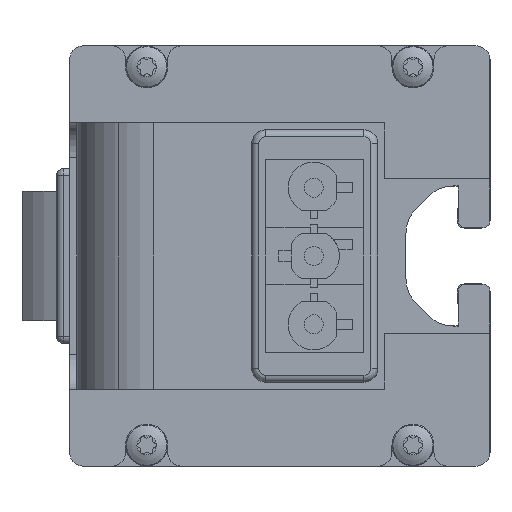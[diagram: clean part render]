
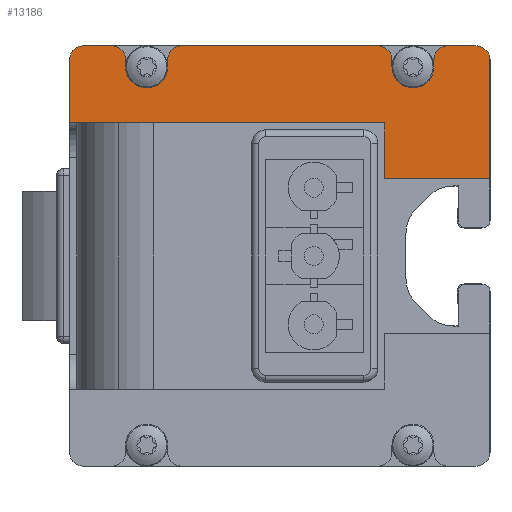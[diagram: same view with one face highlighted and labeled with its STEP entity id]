
A CAD part, left-side view. The second image highlights one B-rep face of the part: STEP entity #13186.
In plain terms, the highlighted face is planar.
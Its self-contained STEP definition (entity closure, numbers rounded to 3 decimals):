
#730=CIRCLE('',#14444,3.);
#741=CIRCLE('',#14460,3.);
#751=CIRCLE('',#14475,2.);
#752=CIRCLE('',#14476,2.);
#753=CIRCLE('',#14477,2.);
#754=CIRCLE('',#14478,2.);
#755=CIRCLE('',#14479,2.);
#756=CIRCLE('',#14480,2.);
#1333=FACE_OUTER_BOUND('',#2049,.T.);
#2049=EDGE_LOOP('',(#10008,#10009,#10010,#10011,#10012,#10013,#10014,#10015,
#10016,#10017,#10018,#10019,#10020,#10021,#10022,#10023,#10024,#10025,#10026,
#10027));
#2933=LINE('',#20728,#4222);
#3029=LINE('',#21168,#4318);
#3030=LINE('',#21171,#4319);
#3031=LINE('',#21173,#4320);
#3032=LINE('',#21177,#4321);
#3033=LINE('',#21181,#4322);
#3034=LINE('',#21183,#4323);
#3035=LINE('',#21185,#4324);
#3036=LINE('',#21186,#4325);
#3037=LINE('',#21190,#4326);
#3038=LINE('',#21193,#4327);
#3039=LINE('',#21195,#4328);
#4222=VECTOR('',#16750,1000.);
#4318=VECTOR('',#17172,1000.);
#4319=VECTOR('',#17175,1000.);
#4320=VECTOR('',#17176,1000.);
#4321=VECTOR('',#17179,1000.);
#4322=VECTOR('',#17182,1000.);
#4323=VECTOR('',#17183,1000.);
#4324=VECTOR('',#17184,1000.);
#4325=VECTOR('',#17185,1000.);
#4326=VECTOR('',#17188,1000.);
#4327=VECTOR('',#17191,1000.);
#4328=VECTOR('',#17192,1000.);
#5532=VERTEX_POINT('',#20725);
#5533=VERTEX_POINT('',#20727);
#5675=VERTEX_POINT('',#21077);
#5676=VERTEX_POINT('',#21079);
#5695=VERTEX_POINT('',#21123);
#5696=VERTEX_POINT('',#21125);
#5713=VERTEX_POINT('',#21166);
#5714=VERTEX_POINT('',#21167);
#5715=VERTEX_POINT('',#21169);
#5716=VERTEX_POINT('',#21172);
#5717=VERTEX_POINT('',#21174);
#5718=VERTEX_POINT('',#21176);
#5719=VERTEX_POINT('',#21178);
#5720=VERTEX_POINT('',#21180);
#5721=VERTEX_POINT('',#21182);
#5722=VERTEX_POINT('',#21184);
#5723=VERTEX_POINT('',#21187);
#5724=VERTEX_POINT('',#21189);
#5725=VERTEX_POINT('',#21191);
#5726=VERTEX_POINT('',#21194);
#7071=EDGE_CURVE('',#5533,#5532,#2933,.T.);
#7245=EDGE_CURVE('',#5675,#5676,#730,.T.);
#7266=EDGE_CURVE('',#5695,#5696,#741,.T.);
#7285=EDGE_CURVE('',#5713,#5714,#3029,.T.);
#7286=EDGE_CURVE('',#5714,#5715,#751,.T.);
#7287=EDGE_CURVE('',#5676,#5715,#3030,.T.);
#7288=EDGE_CURVE('',#5716,#5675,#3031,.T.);
#7289=EDGE_CURVE('',#5716,#5717,#752,.T.);
#7290=EDGE_CURVE('',#5717,#5718,#3032,.T.);
#7291=EDGE_CURVE('',#5718,#5719,#753,.T.);
#7292=EDGE_CURVE('',#5719,#5720,#3033,.T.);
#7293=EDGE_CURVE('',#5721,#5720,#3034,.T.);
#7294=EDGE_CURVE('',#5722,#5721,#3035,.T.);
#7295=EDGE_CURVE('',#5533,#5722,#3036,.T.);
#7296=EDGE_CURVE('',#5532,#5723,#754,.T.);
#7297=EDGE_CURVE('',#5723,#5724,#3037,.T.);
#7298=EDGE_CURVE('',#5724,#5725,#755,.T.);
#7299=EDGE_CURVE('',#5696,#5725,#3038,.T.);
#7300=EDGE_CURVE('',#5726,#5695,#3039,.T.);
#7301=EDGE_CURVE('',#5726,#5713,#756,.T.);
#10008=ORIENTED_EDGE('',*,*,#7285,.T.);
#10009=ORIENTED_EDGE('',*,*,#7286,.T.);
#10010=ORIENTED_EDGE('',*,*,#7287,.F.);
#10011=ORIENTED_EDGE('',*,*,#7245,.F.);
#10012=ORIENTED_EDGE('',*,*,#7288,.F.);
#10013=ORIENTED_EDGE('',*,*,#7289,.T.);
#10014=ORIENTED_EDGE('',*,*,#7290,.T.);
#10015=ORIENTED_EDGE('',*,*,#7291,.T.);
#10016=ORIENTED_EDGE('',*,*,#7292,.T.);
#10017=ORIENTED_EDGE('',*,*,#7293,.F.);
#10018=ORIENTED_EDGE('',*,*,#7294,.F.);
#10019=ORIENTED_EDGE('',*,*,#7295,.F.);
#10020=ORIENTED_EDGE('',*,*,#7071,.T.);
#10021=ORIENTED_EDGE('',*,*,#7296,.T.);
#10022=ORIENTED_EDGE('',*,*,#7297,.T.);
#10023=ORIENTED_EDGE('',*,*,#7298,.T.);
#10024=ORIENTED_EDGE('',*,*,#7299,.F.);
#10025=ORIENTED_EDGE('',*,*,#7266,.F.);
#10026=ORIENTED_EDGE('',*,*,#7300,.F.);
#10027=ORIENTED_EDGE('',*,*,#7301,.T.);
#12360=PLANE('',#14474);
#13186=ADVANCED_FACE('',(#1333),#12360,.T.);
#14444=AXIS2_PLACEMENT_3D('',#21080,#17091,#17092);
#14460=AXIS2_PLACEMENT_3D('',#21126,#17133,#17134);
#14474=AXIS2_PLACEMENT_3D('',#21165,#17170,#17171);
#14475=AXIS2_PLACEMENT_3D('',#21170,#17173,#17174);
#14476=AXIS2_PLACEMENT_3D('',#21175,#17177,#17178);
#14477=AXIS2_PLACEMENT_3D('',#21179,#17180,#17181);
#14478=AXIS2_PLACEMENT_3D('',#21188,#17186,#17187);
#14479=AXIS2_PLACEMENT_3D('',#21192,#17189,#17190);
#14480=AXIS2_PLACEMENT_3D('',#21196,#17193,#17194);
#16750=DIRECTION('',(1.,0.,0.));
#17091=DIRECTION('center_axis',(0.,0.,1.));
#17092=DIRECTION('ref_axis',(1.,0.,0.));
#17133=DIRECTION('center_axis',(0.,0.,1.));
#17134=DIRECTION('ref_axis',(1.,0.,0.));
#17170=DIRECTION('center_axis',(0.,0.,1.));
#17171=DIRECTION('ref_axis',(1.,0.,0.));
#17172=DIRECTION('',(0.,1.,0.));
#17173=DIRECTION('center_axis',(0.,0.,1.));
#17174=DIRECTION('ref_axis',(1.,0.,0.));
#17175=DIRECTION('',(1.,0.,0.));
#17176=DIRECTION('',(-1.,0.,0.));
#17177=DIRECTION('center_axis',(0.,0.,1.));
#17178=DIRECTION('ref_axis',(1.,0.,0.));
#17179=DIRECTION('',(0.,1.,0.));
#17180=DIRECTION('center_axis',(0.,0.,1.));
#17181=DIRECTION('ref_axis',(1.,0.,0.));
#17182=DIRECTION('',(-1.,0.,0.));
#17183=DIRECTION('',(0.,1.,0.));
#17184=DIRECTION('',(1.,0.,0.));
#17185=DIRECTION('',(0.,1.,0.));
#17186=DIRECTION('center_axis',(0.,0.,1.));
#17187=DIRECTION('ref_axis',(1.,0.,0.));
#17188=DIRECTION('',(0.,1.,0.));
#17189=DIRECTION('center_axis',(0.,0.,1.));
#17190=DIRECTION('ref_axis',(1.,0.,0.));
#17191=DIRECTION('',(1.,0.,0.));
#17192=DIRECTION('',(-1.,0.,0.));
#17193=DIRECTION('center_axis',(0.,0.,1.));
#17194=DIRECTION('ref_axis',(1.,0.,0.));
#20725=CARTESIAN_POINT('',(28.,-30.,0.));
#20727=CARTESIAN_POINT('',(11.015,-30.,0.));
#20728=CARTESIAN_POINT('',(5.049,-30.,0.));
#21077=CARTESIAN_POINT('',(27.,22.,0.));
#21079=CARTESIAN_POINT('',(27.,16.,0.));
#21080=CARTESIAN_POINT('Origin',(27.,19.,0.));
#21123=CARTESIAN_POINT('',(27.,-16.,0.));
#21125=CARTESIAN_POINT('',(27.,-22.,0.));
#21126=CARTESIAN_POINT('Origin',(27.,-19.,0.));
#21165=CARTESIAN_POINT('Origin',(-28.,-28.,0.));
#21166=CARTESIAN_POINT('',(30.,-14.,0.));
#21167=CARTESIAN_POINT('',(30.,14.,0.));
#21168=CARTESIAN_POINT('',(30.,-28.,0.));
#21169=CARTESIAN_POINT('',(28.,16.,0.));
#21170=CARTESIAN_POINT('Origin',(28.,14.,0.));
#21171=CARTESIAN_POINT('',(27.,16.,0.));
#21172=CARTESIAN_POINT('',(28.,22.,0.));
#21173=CARTESIAN_POINT('',(28.,22.,0.));
#21174=CARTESIAN_POINT('',(30.,24.,0.));
#21175=CARTESIAN_POINT('Origin',(28.,24.,0.));
#21176=CARTESIAN_POINT('',(30.,28.,0.));
#21177=CARTESIAN_POINT('',(30.,-28.,0.));
#21178=CARTESIAN_POINT('',(28.,30.,0.));
#21179=CARTESIAN_POINT('Origin',(28.,28.,0.));
#21180=CARTESIAN_POINT('',(19.,30.,0.));
#21181=CARTESIAN_POINT('',(28.,30.,0.));
#21182=CARTESIAN_POINT('',(19.,-15.,0.));
#21183=CARTESIAN_POINT('',(19.,-15.,0.));
#21184=CARTESIAN_POINT('',(11.015,-15.,0.));
#21185=CARTESIAN_POINT('',(11.015,-15.,0.));
#21186=CARTESIAN_POINT('',(11.015,-30.,0.));
#21187=CARTESIAN_POINT('',(30.,-28.,0.));
#21188=CARTESIAN_POINT('Origin',(28.,-28.,0.));
#21189=CARTESIAN_POINT('',(30.,-24.,0.));
#21190=CARTESIAN_POINT('',(30.,-28.,0.));
#21191=CARTESIAN_POINT('',(28.,-22.,0.));
#21192=CARTESIAN_POINT('Origin',(28.,-24.,0.));
#21193=CARTESIAN_POINT('',(27.,-22.,0.));
#21194=CARTESIAN_POINT('',(28.,-16.,0.));
#21195=CARTESIAN_POINT('',(28.,-16.,0.));
#21196=CARTESIAN_POINT('Origin',(28.,-14.,0.));
